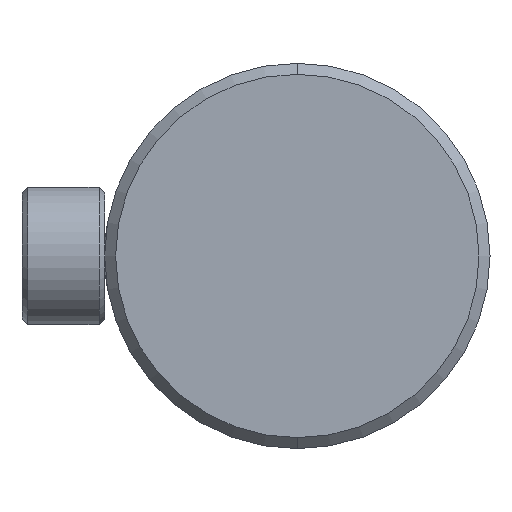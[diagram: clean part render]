
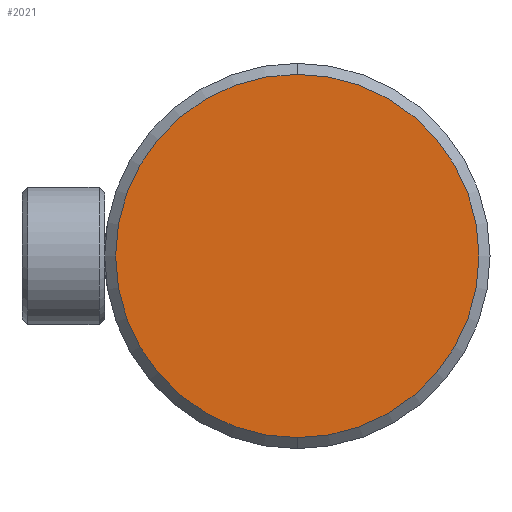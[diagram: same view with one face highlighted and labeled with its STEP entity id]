
A CAD part, left-side view. The second image highlights one B-rep face of the part: STEP entity #2021.
In plain terms, the highlighted planar face has unit normal (-1, 0, 0).
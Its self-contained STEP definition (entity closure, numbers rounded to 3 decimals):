
#41 = DIRECTION ( 'NONE',  ( 1., 0., 0. ) ) ;
#76 = CARTESIAN_POINT ( 'NONE',  ( -13., 0., 0. ) ) ;
#194 = CIRCLE ( 'NONE', #1593, 33. ) ;
#240 = EDGE_CURVE ( 'NONE', #2067, #2149, #194, .T. ) ;
#292 = CARTESIAN_POINT ( 'NONE',  ( -13., 0., 0. ) ) ;
#299 = FACE_OUTER_BOUND ( 'NONE', #1652, .T. ) ;
#315 = DIRECTION ( 'NONE',  ( -1., 0., 0. ) ) ;
#434 = CARTESIAN_POINT ( 'NONE',  ( -13., 0., 33. ) ) ;
#591 = AXIS2_PLACEMENT_3D ( 'NONE', #292, #41, #2646 ) ;
#664 = ORIENTED_EDGE ( 'NONE', *, *, #1101, .T. ) ;
#1101 = EDGE_CURVE ( 'NONE', #2149, #2067, #2514, .T. ) ;
#1287 = DIRECTION ( 'NONE',  ( 0., 0., 1. ) ) ;
#1510 = DIRECTION ( 'NONE',  ( -1., 0., 0. ) ) ;
#1593 = AXIS2_PLACEMENT_3D ( 'NONE', #1741, #315, #1970 ) ;
#1652 = EDGE_LOOP ( 'NONE', ( #2549, #664 ) ) ;
#1741 = CARTESIAN_POINT ( 'NONE',  ( -13., 0., 0. ) ) ;
#1802 = AXIS2_PLACEMENT_3D ( 'NONE', #76, #1510, #1287 ) ;
#1970 = DIRECTION ( 'NONE',  ( 0., 0., 1. ) ) ;
#2021 = ADVANCED_FACE ( 'NONE', ( #299 ), #2875, .F. ) ;
#2067 = VERTEX_POINT ( 'NONE', #2328 ) ;
#2149 = VERTEX_POINT ( 'NONE', #434 ) ;
#2328 = CARTESIAN_POINT ( 'NONE',  ( -13., 0., -33. ) ) ;
#2514 = CIRCLE ( 'NONE', #1802, 33. ) ;
#2549 = ORIENTED_EDGE ( 'NONE', *, *, #240, .T. ) ;
#2646 = DIRECTION ( 'NONE',  ( 0., 0., -1. ) ) ;
#2875 = PLANE ( 'NONE',  #591 ) ;
